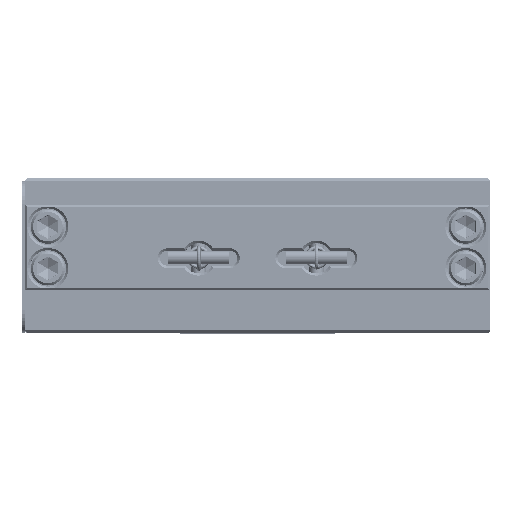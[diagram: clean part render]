
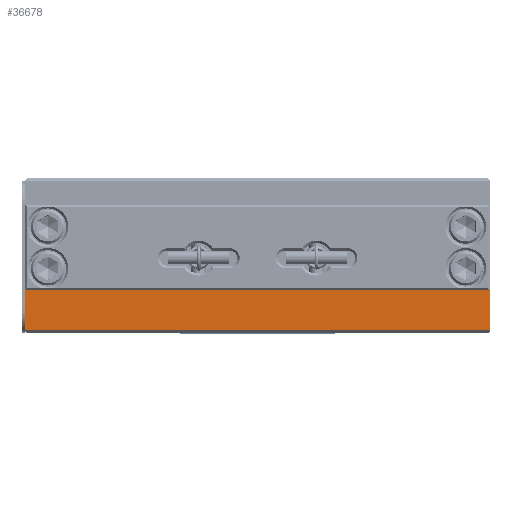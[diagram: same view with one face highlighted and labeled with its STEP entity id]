
A CAD part, top view. The second image highlights one B-rep face of the part: STEP entity #36678.
In plain terms, the highlighted planar face has unit normal (0, 0, 1).
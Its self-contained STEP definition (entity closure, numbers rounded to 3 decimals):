
#1111=DIRECTION('',(1.,0.,0.));
#1112=VECTOR('',#1111,61.2);
#1113=CARTESIAN_POINT('',(-30.6,5.6,30.5));
#1114=LINE('',#1113,#1112);
#8699=DIRECTION('',(-1.,0.,0.));
#8700=VECTOR('',#8699,61.2);
#8701=CARTESIAN_POINT('',(30.6,0.3,30.5));
#8702=LINE('',#8701,#8700);
#8703=DIRECTION('',(0.,1.,0.));
#8704=VECTOR('',#8703,5.3);
#8705=CARTESIAN_POINT('',(-30.6,0.3,30.5));
#8706=LINE('',#8705,#8704);
#8715=DIRECTION('',(0.,1.,0.));
#8716=VECTOR('',#8715,5.3);
#8717=CARTESIAN_POINT('',(30.6,0.3,30.5));
#8718=LINE('',#8717,#8716);
#23427=CARTESIAN_POINT('',(-30.6,5.6,30.5));
#23429=VERTEX_POINT('',#23427);
#23430=CARTESIAN_POINT('',(30.6,5.6,30.5));
#23431=VERTEX_POINT('',#23430);
#24328=CARTESIAN_POINT('',(30.6,0.3,30.5));
#24329=VERTEX_POINT('',#24328);
#24332=CARTESIAN_POINT('',(-30.6,0.3,30.5));
#24333=VERTEX_POINT('',#24332);
#36666=CARTESIAN_POINT('',(-30.6,0.,30.5));
#36667=DIRECTION('',(0.,0.,1.));
#36668=DIRECTION('',(1.,0.,0.));
#36669=AXIS2_PLACEMENT_3D('',#36666,#36667,#36668);
#36670=PLANE('',#36669);
#36671=ORIENTED_EDGE('',*,*,#36659,.T.);
#36672=ORIENTED_EDGE('',*,*,#36597,.T.);
#36673=ORIENTED_EDGE('',*,*,#25414,.T.);
#36675=ORIENTED_EDGE('',*,*,#36674,.F.);
#36676=EDGE_LOOP('',(#36671,#36672,#36673,#36675));
#36677=FACE_OUTER_BOUND('',#36676,.F.);
#36678=ADVANCED_FACE('',(#36677),#36670,.T.);
#25414=EDGE_CURVE('',#23429,#23431,#1114,.T.);
#36597=EDGE_CURVE('',#24333,#23429,#8706,.T.);
#36659=EDGE_CURVE('',#24329,#24333,#8702,.T.);
#36674=EDGE_CURVE('',#24329,#23431,#8718,.T.);
